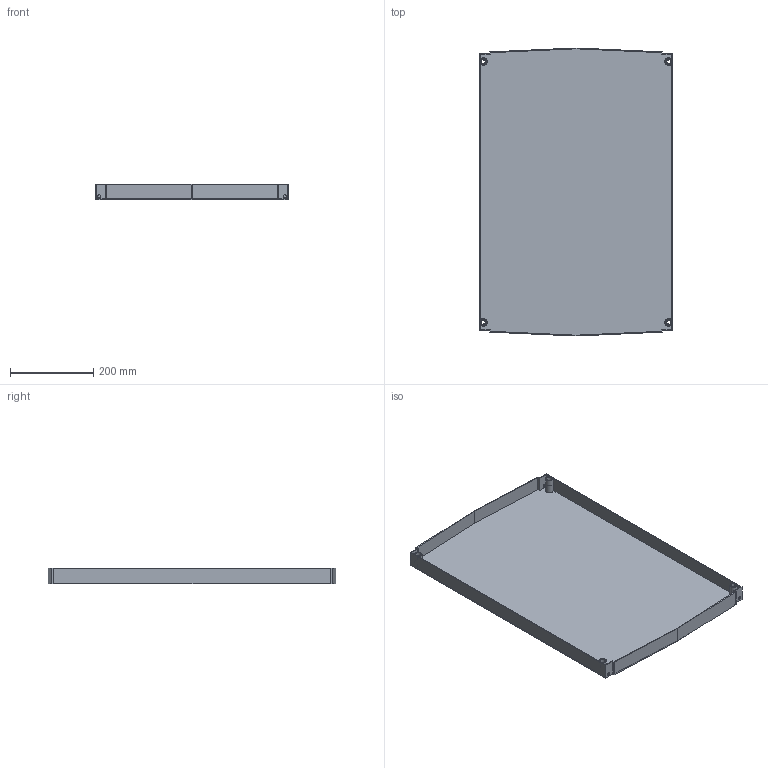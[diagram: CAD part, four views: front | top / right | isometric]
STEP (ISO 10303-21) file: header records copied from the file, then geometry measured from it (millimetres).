
FILE_DESCRIPTION (( 'STEP AP214' ), '1' );
FILE_NAME ('FP 7050 D.STEP', '2016-07-22T08:18:34', ( '' ), ( '' ), 'SwSTEP 2.0', 'SolidWorks 2015', '' );
FILE_SCHEMA (( 'AUTOMOTIVE_DESIGN' ));
Length unit declared in the file: millimetre
Products named in the file (1): FP 7050 D
Bounding box: 461.8 x 690 x 37.3 mm (x, y, z)
Volume: 799889.4 mm3; surface area: 801191.3 mm2
Topology: 1 solids, 1 shells, 149 faces, 390 edges, 260 vertices
Faces by surface type: plane 107, cylinder 42
Entity records: 7306 total; most frequent: CARTESIAN_POINT 3612, ORIENTED_EDGE 780, DIRECTION 686, EDGE_CURVE 390, LINE 290, VECTOR 290, VERTEX_POINT 260, AXIS2_PLACEMENT_3D 198
